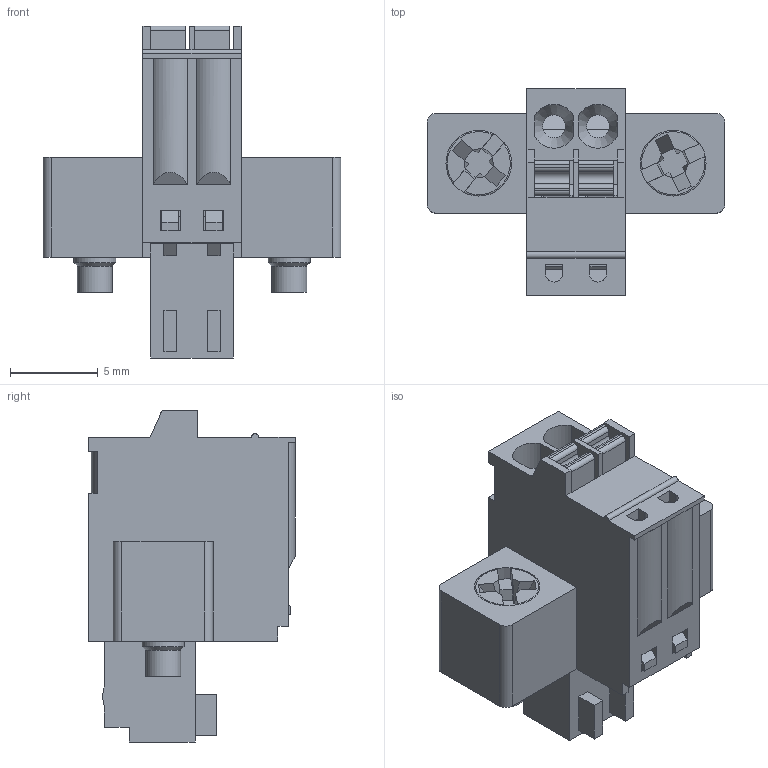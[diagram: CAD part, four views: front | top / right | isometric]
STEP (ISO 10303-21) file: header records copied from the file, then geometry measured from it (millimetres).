
FILE_DESCRIPTION(/* description */ ('Unknown'),/* implementation_level */ '2;1');
FILE_NAME(/* name */ '691381030002',/* time_stamp */ '2019-06-20T14:29:21+02:00',/* author */ ('Unknown'),/* organization */ ('Unknown'),/* preprocessor_version */ 'ST-DEVELOPER v16.7',/* originating_system */ 'DEX',/* authorisation */ $);
FILE_SCHEMA (('AUTOMOTIVE_DESIGN {1 0 10303 214 3 1 1}'));
Length unit declared in the file: millimetre
Products named in the file (7): 6913810300xx; 691381030002; 691381030002_BAS; 6913810300xx_VIS Flange; 6913810000xx_Levier; 6913810000xx; 6913810000xx_LAME
Assembly tree (10 placements, depth 2):
  6913810300xx
    691381030002
    691381030002_BAS
    6913810300xx_VIS Flange  x2
    6913810000xx_Levier  x2
    6913810000xx  x2
    6913810000xx_LAME  x2
Bounding box: 17 x 11.8 x 18.95 mm (x, y, z)
Volume: 897.7 mm3; surface area: 2679.6 mm2
Topology: 10 solids, 10 shells, 602 faces, 1664 edges, 1084 vertices
Faces by surface type: plane 478, cylinder 112, cone 6, torus 6
Full cylindrical faces by diameter (mm): 1.3 x2, 2 x2, 2.4 x2, 2.45 x2, 3.75 x2, 3.8 x2
Entity records: 14037 total; most frequent: CARTESIAN_POINT 2445, ORIENTED_EDGE 2370, DIRECTION 2209, EDGE_CURVE 1185, LINE 1029, VECTOR 1029, VERTEX_POINT 782, AXIS2_PLACEMENT_3D 590
